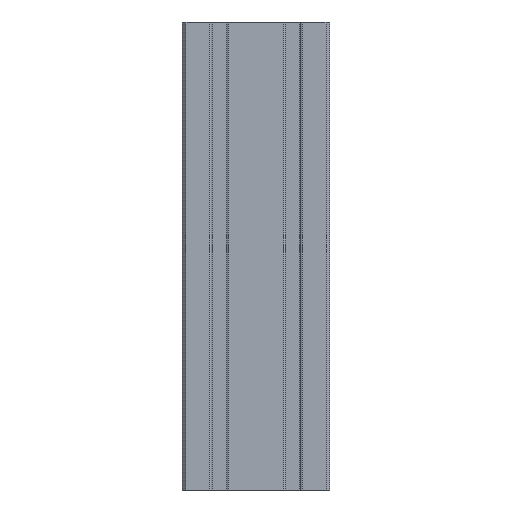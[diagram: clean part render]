
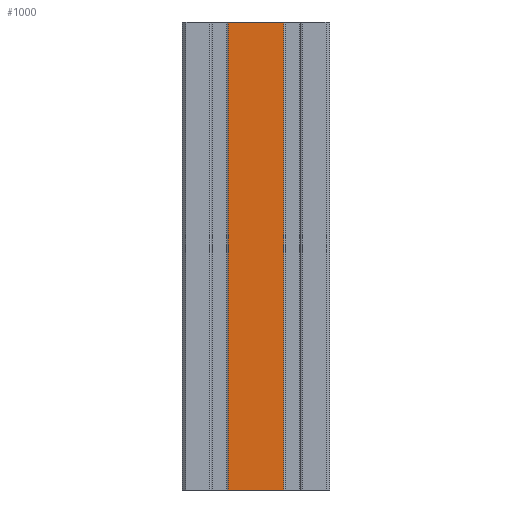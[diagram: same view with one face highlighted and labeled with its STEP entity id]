
A CAD part, left-side view. The second image highlights one B-rep face of the part: STEP entity #1000.
In plain terms, the highlighted planar face has unit normal (-1, 0, 0).
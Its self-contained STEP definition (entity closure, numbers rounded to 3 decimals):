
#22 = EDGE_CURVE ( 'NONE', #4783, #1038, #2739, .T. ) ;
#217 = ORIENTED_EDGE ( 'NONE', *, *, #1742, .T. ) ;
#303 = LINE ( 'NONE', #2467, #791 ) ;
#327 = CARTESIAN_POINT ( 'NONE',  ( -40., 14.935, 127. ) ) ;
#378 = FACE_OUTER_BOUND ( 'NONE', #1279, .T. ) ;
#404 = CARTESIAN_POINT ( 'NONE',  ( -40., 14.935, -127. ) ) ;
#411 = VECTOR ( 'NONE', #4299, 1000. ) ;
#664 = LINE ( 'NONE', #4266, #3709 ) ;
#771 = CARTESIAN_POINT ( 'NONE',  ( -40., -14.935, -127. ) ) ;
#791 = VECTOR ( 'NONE', #2087, 1000. ) ;
#929 = PLANE ( 'NONE',  #2258 ) ;
#1000 = ADVANCED_FACE ( 'NONE', ( #378 ), #929, .T. ) ;
#1037 = VECTOR ( 'NONE', #5466, 1000. ) ;
#1038 = VERTEX_POINT ( 'NONE', #404 ) ;
#1138 = CARTESIAN_POINT ( 'NONE',  ( -40., -14.935, 127. ) ) ;
#1279 = EDGE_LOOP ( 'NONE', ( #1289, #2278, #217, #4180 ) ) ;
#1289 = ORIENTED_EDGE ( 'NONE', *, *, #2411, .F. ) ;
#1742 = EDGE_CURVE ( 'NONE', #3878, #4783, #303, .T. ) ;
#1893 = CARTESIAN_POINT ( 'NONE',  ( -40., 14.935, 127. ) ) ;
#2087 = DIRECTION ( 'NONE',  ( 0., 1., 0. ) ) ;
#2121 = VERTEX_POINT ( 'NONE', #771 ) ;
#2160 = DIRECTION ( 'NONE',  ( 0., 0., 1. ) ) ;
#2258 = AXIS2_PLACEMENT_3D ( 'NONE', #3078, #2600, #2160 ) ;
#2278 = ORIENTED_EDGE ( 'NONE', *, *, #3918, .F. ) ;
#2411 = EDGE_CURVE ( 'NONE', #2121, #1038, #2542, .T. ) ;
#2467 = CARTESIAN_POINT ( 'NONE',  ( -40., 0., 127. ) ) ;
#2542 = LINE ( 'NONE', #5655, #411 ) ;
#2600 = DIRECTION ( 'NONE',  ( -1., 0., 0. ) ) ;
#2739 = LINE ( 'NONE', #1893, #1037 ) ;
#3078 = CARTESIAN_POINT ( 'NONE',  ( -40., 0., 127. ) ) ;
#3396 = DIRECTION ( 'NONE',  ( 0., 0., -1. ) ) ;
#3709 = VECTOR ( 'NONE', #3396, 1000. ) ;
#3878 = VERTEX_POINT ( 'NONE', #1138 ) ;
#3918 = EDGE_CURVE ( 'NONE', #3878, #2121, #664, .T. ) ;
#4180 = ORIENTED_EDGE ( 'NONE', *, *, #22, .T. ) ;
#4266 = CARTESIAN_POINT ( 'NONE',  ( -40., -14.935, 127. ) ) ;
#4299 = DIRECTION ( 'NONE',  ( 0., 1., 0. ) ) ;
#4783 = VERTEX_POINT ( 'NONE', #327 ) ;
#5466 = DIRECTION ( 'NONE',  ( 0., 0., -1. ) ) ;
#5655 = CARTESIAN_POINT ( 'NONE',  ( -40., 0., -127. ) ) ;
